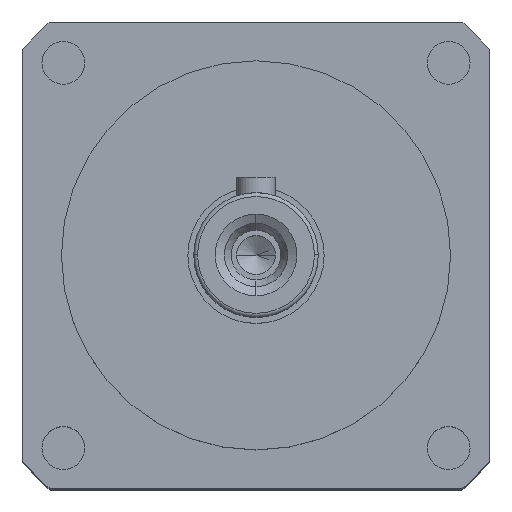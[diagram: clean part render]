
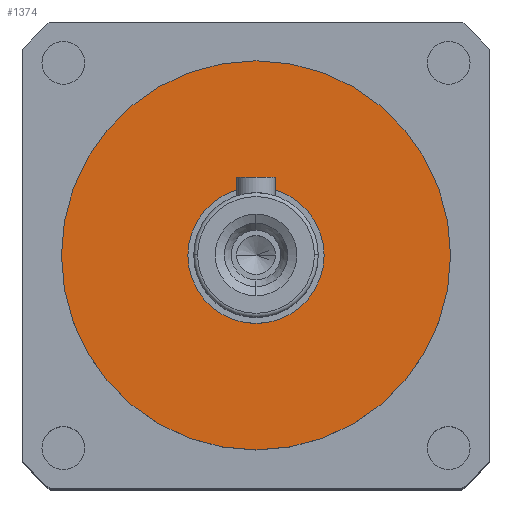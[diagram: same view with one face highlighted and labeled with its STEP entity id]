
A CAD part, top view. The second image highlights one B-rep face of the part: STEP entity #1374.
In plain terms, the highlighted planar face has unit normal (0, 0, 1).
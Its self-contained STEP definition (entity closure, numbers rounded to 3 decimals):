
#722 = EDGE_CURVE ( 'NONE', #7080, #6062, #8418, .T. ) ;
#749 = DIRECTION ( 'NONE',  ( 1., 0., 0. ) ) ;
#752 = DIRECTION ( 'NONE',  ( 1., 0., 0. ) ) ;
#1300 = CARTESIAN_POINT ( 'NONE',  ( 0., 0., 46.5 ) ) ;
#1374 = ADVANCED_FACE ( 'NONE', ( #3595 ), #7101, .T. ) ;
#1443 = CARTESIAN_POINT ( 'NONE',  ( 0., 0., 46.5 ) ) ;
#2014 = DIRECTION ( 'NONE',  ( 1., 0., 0. ) ) ;
#2352 = ORIENTED_EDGE ( 'NONE', *, *, #722, .T. ) ;
#3281 = EDGE_LOOP ( 'NONE', ( #2352, #5588 ) ) ;
#3595 = FACE_OUTER_BOUND ( 'NONE', #3281, .T. ) ;
#3738 = EDGE_CURVE ( 'NONE', #6062, #7080, #6094, .T. ) ;
#5588 = ORIENTED_EDGE ( 'NONE', *, *, #3738, .T. ) ;
#5667 = DIRECTION ( 'NONE',  ( 0., 0., 1. ) ) ;
#5671 = DIRECTION ( 'NONE',  ( 0., 0., 1. ) ) ;
#6062 = VERTEX_POINT ( 'NONE', #8743 ) ;
#6094 = CIRCLE ( 'NONE', #8988, 25. ) ;
#6239 = DIRECTION ( 'NONE',  ( 0., 0., 1. ) ) ;
#6377 = CARTESIAN_POINT ( 'NONE',  ( 0., 0., 46.5 ) ) ;
#6453 = AXIS2_PLACEMENT_3D ( 'NONE', #1443, #5671, #752 ) ;
#7080 = VERTEX_POINT ( 'NONE', #8729 ) ;
#7101 = PLANE ( 'NONE',  #7349 ) ;
#7349 = AXIS2_PLACEMENT_3D ( 'NONE', #6377, #5667, #749 ) ;
#8418 = CIRCLE ( 'NONE', #6453, 25. ) ;
#8729 = CARTESIAN_POINT ( 'NONE',  ( -25., 0., 46.5 ) ) ;
#8743 = CARTESIAN_POINT ( 'NONE',  ( 25., 0., 46.5 ) ) ;
#8988 = AXIS2_PLACEMENT_3D ( 'NONE', #1300, #6239, #2014 ) ;
